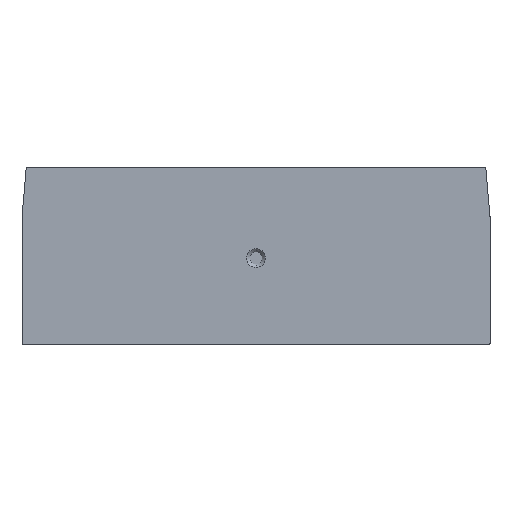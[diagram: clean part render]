
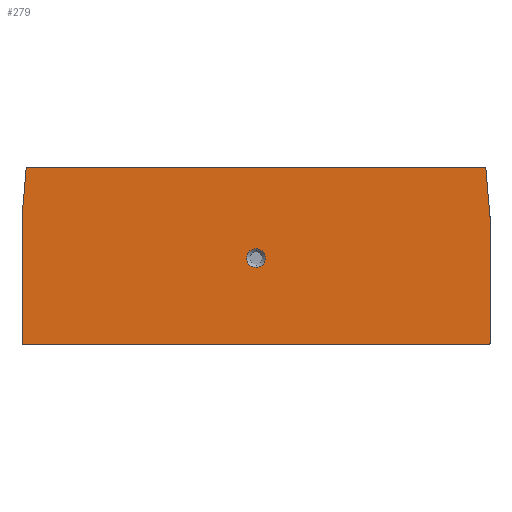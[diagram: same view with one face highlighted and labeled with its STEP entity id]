
A CAD part, top view. The second image highlights one B-rep face of the part: STEP entity #279.
In plain terms, the highlighted planar face has unit normal (0, 0, 1).
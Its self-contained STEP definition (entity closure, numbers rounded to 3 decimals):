
#2=CARTESIAN_POINT('',(-53.725,41.7,1.5));
#3=DIRECTION('',(0.,0.,1.));
#4=DIRECTION('',(0.,1.,0.));
#5=AXIS2_PLACEMENT_3D('',#2,#3,#4);
#7=DIRECTION('',(-1.,0.,0.));
#8=VECTOR('',#7,107.45);
#9=CARTESIAN_POINT('',(53.725,42.,1.5));
#10=LINE('',#9,#8);
#11=CARTESIAN_POINT('',(53.725,41.7,1.5));
#12=DIRECTION('',(0.,0.,1.));
#13=DIRECTION('',(0.996,0.087,0.));
#14=AXIS2_PLACEMENT_3D('',#11,#12,#13);
#16=DIRECTION('',(-0.087,0.996,0.));
#17=VECTOR('',#16,11.186);
#18=CARTESIAN_POINT('',(54.999,30.583,1.5));
#19=LINE('',#18,#17);
#20=CARTESIAN_POINT('',(54.7,30.557,1.5));
#21=DIRECTION('',(0.,0.,-1.));
#22=DIRECTION('',(0.996,0.087,0.));
#23=AXIS2_PLACEMENT_3D('',#20,#21,#22);
#25=DIRECTION('',(0.,1.,0.));
#26=VECTOR('',#25,29.757);
#27=CARTESIAN_POINT('',(55.,0.8,1.5));
#28=LINE('',#27,#26);
#29=CARTESIAN_POINT('',(54.7,0.8,1.5));
#30=DIRECTION('',(0.,0.,1.));
#31=DIRECTION('',(0.,-1.,0.));
#32=AXIS2_PLACEMENT_3D('',#29,#30,#31);
#34=DIRECTION('',(1.,0.,0.));
#35=VECTOR('',#34,109.4);
#36=CARTESIAN_POINT('',(-54.7,0.5,1.5));
#37=LINE('',#36,#35);
#38=CARTESIAN_POINT('',(-54.7,0.8,1.5));
#39=DIRECTION('',(0.,0.,1.));
#40=DIRECTION('',(-1.,0.,0.));
#41=AXIS2_PLACEMENT_3D('',#38,#39,#40);
#43=DIRECTION('',(0.,-1.,0.));
#44=VECTOR('',#43,29.757);
#45=CARTESIAN_POINT('',(-55.,30.557,1.5));
#46=LINE('',#45,#44);
#47=CARTESIAN_POINT('',(-54.7,30.557,1.5));
#48=DIRECTION('',(0.,0.,-1.));
#49=DIRECTION('',(-1.,0.,0.));
#50=AXIS2_PLACEMENT_3D('',#47,#48,#49);
#52=DIRECTION('',(-0.087,-0.996,0.));
#53=VECTOR('',#52,11.186);
#54=CARTESIAN_POINT('',(-54.024,41.726,1.5));
#55=LINE('',#54,#53);
#56=CARTESIAN_POINT('',(0.,20.75,1.5));
#57=DIRECTION('',(0.,0.,1.));
#58=DIRECTION('',(0.,1.,0.));
#59=AXIS2_PLACEMENT_3D('',#56,#57,#58);
#61=CARTESIAN_POINT('',(0.,20.75,1.5));
#62=DIRECTION('',(0.,0.,1.));
#63=DIRECTION('',(0.,-1.,0.));
#64=AXIS2_PLACEMENT_3D('',#61,#62,#63);
#190=CARTESIAN_POINT('',(54.024,41.726,1.5));
#191=VERTEX_POINT('',#190);
#192=CARTESIAN_POINT('',(53.725,42.,1.5));
#193=VERTEX_POINT('',#192);
#194=CARTESIAN_POINT('',(54.999,30.583,1.5));
#196=VERTEX_POINT('',#194);
#200=CARTESIAN_POINT('',(55.,30.557,1.5));
#201=VERTEX_POINT('',#200);
#206=CARTESIAN_POINT('',(54.7,0.5,1.5));
#207=VERTEX_POINT('',#206);
#208=CARTESIAN_POINT('',(55.,0.8,1.5));
#209=VERTEX_POINT('',#208);
#214=CARTESIAN_POINT('',(-53.725,42.,1.5));
#215=VERTEX_POINT('',#214);
#216=CARTESIAN_POINT('',(-54.024,41.726,1.5));
#217=VERTEX_POINT('',#216);
#218=CARTESIAN_POINT('',(-55.,30.557,1.5));
#220=VERTEX_POINT('',#218);
#224=CARTESIAN_POINT('',(-54.999,30.583,1.5));
#225=VERTEX_POINT('',#224);
#230=CARTESIAN_POINT('',(-55.,0.8,1.5));
#231=VERTEX_POINT('',#230);
#232=CARTESIAN_POINT('',(-54.7,0.5,1.5));
#233=VERTEX_POINT('',#232);
#238=CARTESIAN_POINT('',(0.,22.95,1.5));
#239=CARTESIAN_POINT('',(0.,18.55,1.5));
#240=VERTEX_POINT('',#238);
#241=VERTEX_POINT('',#239);
#242=CARTESIAN_POINT('',(0.,0.,1.5));
#243=DIRECTION('',(0.,0.,1.));
#244=DIRECTION('',(1.,0.,0.));
#245=AXIS2_PLACEMENT_3D('',#242,#243,#244);
#246=PLANE('',#245);
#248=ORIENTED_EDGE('',*,*,#247,.F.);
#250=ORIENTED_EDGE('',*,*,#249,.F.);
#252=ORIENTED_EDGE('',*,*,#251,.F.);
#254=ORIENTED_EDGE('',*,*,#253,.F.);
#256=ORIENTED_EDGE('',*,*,#255,.T.);
#258=ORIENTED_EDGE('',*,*,#257,.F.);
#260=ORIENTED_EDGE('',*,*,#259,.F.);
#262=ORIENTED_EDGE('',*,*,#261,.F.);
#264=ORIENTED_EDGE('',*,*,#263,.F.);
#266=ORIENTED_EDGE('',*,*,#265,.F.);
#268=ORIENTED_EDGE('',*,*,#267,.T.);
#270=ORIENTED_EDGE('',*,*,#269,.F.);
#271=EDGE_LOOP('',(#248,#250,#252,#254,#256,#258,#260,#262,#264,#266,#268,
#270));
#272=FACE_OUTER_BOUND('',#271,.F.);
#274=ORIENTED_EDGE('',*,*,#273,.T.);
#276=ORIENTED_EDGE('',*,*,#275,.T.);
#277=EDGE_LOOP('',(#274,#276));
#278=FACE_BOUND('',#277,.F.);
#279=ADVANCED_FACE('',(#272,#278),#246,.T.);
#6=CIRCLE('',#5,0.3);
#15=CIRCLE('',#14,0.3);
#24=CIRCLE('',#23,0.3);
#33=CIRCLE('',#32,0.3);
#42=CIRCLE('',#41,0.3);
#51=CIRCLE('',#50,0.3);
#60=CIRCLE('',#59,2.2);
#65=CIRCLE('',#64,2.2);
#247=EDGE_CURVE('',#215,#217,#6,.T.);
#249=EDGE_CURVE('',#193,#215,#10,.T.);
#251=EDGE_CURVE('',#191,#193,#15,.T.);
#253=EDGE_CURVE('',#196,#191,#19,.T.);
#255=EDGE_CURVE('',#196,#201,#24,.T.);
#257=EDGE_CURVE('',#209,#201,#28,.T.);
#259=EDGE_CURVE('',#207,#209,#33,.T.);
#261=EDGE_CURVE('',#233,#207,#37,.T.);
#263=EDGE_CURVE('',#231,#233,#42,.T.);
#265=EDGE_CURVE('',#220,#231,#46,.T.);
#267=EDGE_CURVE('',#220,#225,#51,.T.);
#269=EDGE_CURVE('',#217,#225,#55,.T.);
#273=EDGE_CURVE('',#240,#241,#60,.T.);
#275=EDGE_CURVE('',#241,#240,#65,.T.);
